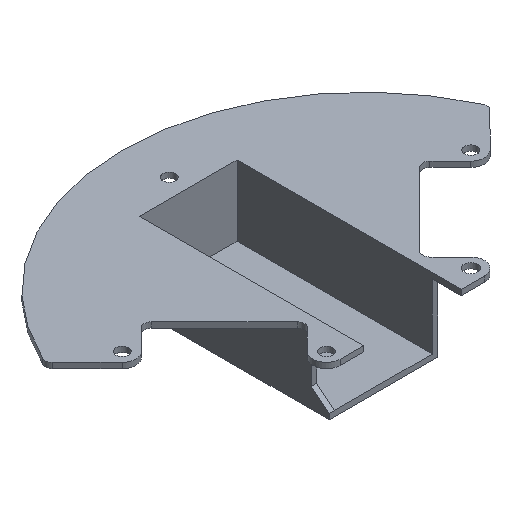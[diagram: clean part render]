
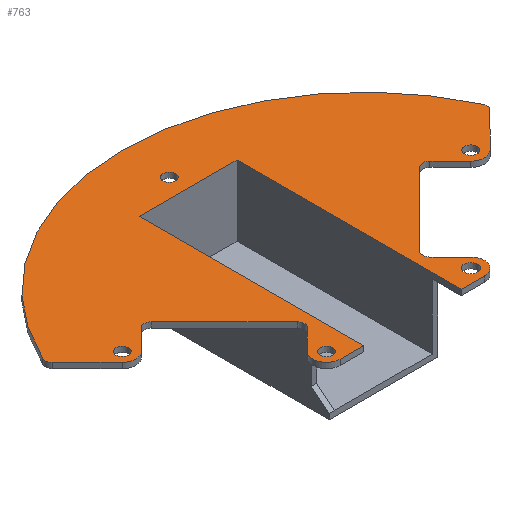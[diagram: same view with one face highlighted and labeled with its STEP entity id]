
A CAD part, isometric view. The second image highlights one B-rep face of the part: STEP entity #763.
In plain terms, the highlighted planar face has unit normal (0, 0, 1).
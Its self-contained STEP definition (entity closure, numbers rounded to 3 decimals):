
#31=FACE_BOUND('',#82,.T.);
#32=FACE_BOUND('',#83,.T.);
#33=FACE_BOUND('',#84,.T.);
#34=FACE_BOUND('',#85,.T.);
#35=FACE_BOUND('',#86,.T.);
#41=FACE_OUTER_BOUND('',#81,.T.);
#81=EDGE_LOOP('',(#513,#514,#515,#516,#517,#518,#519,#520,#521,#522,#523,
#524,#525,#526,#527,#528,#529,#530,#531,#532,#533,#534,#535,#536));
#82=EDGE_LOOP('',(#537));
#83=EDGE_LOOP('',(#538));
#84=EDGE_LOOP('',(#539));
#85=EDGE_LOOP('',(#540));
#86=EDGE_LOOP('',(#541));
#131=CIRCLE('',#806,3.75);
#132=CIRCLE('',#807,2.);
#133=CIRCLE('',#808,2.);
#134=CIRCLE('',#809,3.75);
#135=CIRCLE('',#810,2.);
#136=CIRCLE('',#811,67.108);
#137=CIRCLE('',#812,2.);
#138=CIRCLE('',#813,3.75);
#139=CIRCLE('',#814,2.);
#140=CIRCLE('',#815,2.);
#141=CIRCLE('',#816,3.75);
#142=CIRCLE('',#817,1.875);
#143=CIRCLE('',#818,1.75);
#144=CIRCLE('',#819,1.75);
#145=CIRCLE('',#820,1.75);
#146=CIRCLE('',#821,1.75);
#163=LINE('',#1108,#244);
#164=LINE('',#1110,#245);
#165=LINE('',#1112,#246);
#166=LINE('',#1114,#247);
#167=LINE('',#1118,#248);
#168=LINE('',#1122,#249);
#169=LINE('',#1126,#250);
#170=LINE('',#1130,#251);
#171=LINE('',#1138,#252);
#172=LINE('',#1142,#253);
#173=LINE('',#1146,#254);
#174=LINE('',#1150,#255);
#175=LINE('',#1153,#256);
#244=VECTOR('',#881,10.);
#245=VECTOR('',#882,10.);
#246=VECTOR('',#883,10.);
#247=VECTOR('',#884,10.);
#248=VECTOR('',#887,10.);
#249=VECTOR('',#890,10.);
#250=VECTOR('',#893,10.);
#251=VECTOR('',#896,10.);
#252=VECTOR('',#903,10.);
#253=VECTOR('',#906,10.);
#254=VECTOR('',#909,10.);
#255=VECTOR('',#912,10.);
#256=VECTOR('',#915,10.);
#325=VERTEX_POINT('',#1106);
#326=VERTEX_POINT('',#1107);
#327=VERTEX_POINT('',#1109);
#328=VERTEX_POINT('',#1111);
#329=VERTEX_POINT('',#1113);
#330=VERTEX_POINT('',#1115);
#331=VERTEX_POINT('',#1117);
#332=VERTEX_POINT('',#1119);
#333=VERTEX_POINT('',#1121);
#334=VERTEX_POINT('',#1123);
#335=VERTEX_POINT('',#1125);
#336=VERTEX_POINT('',#1127);
#337=VERTEX_POINT('',#1129);
#338=VERTEX_POINT('',#1131);
#339=VERTEX_POINT('',#1133);
#340=VERTEX_POINT('',#1135);
#341=VERTEX_POINT('',#1137);
#342=VERTEX_POINT('',#1139);
#343=VERTEX_POINT('',#1141);
#344=VERTEX_POINT('',#1143);
#345=VERTEX_POINT('',#1145);
#346=VERTEX_POINT('',#1147);
#347=VERTEX_POINT('',#1149);
#348=VERTEX_POINT('',#1151);
#349=VERTEX_POINT('',#1154);
#350=VERTEX_POINT('',#1156);
#351=VERTEX_POINT('',#1158);
#352=VERTEX_POINT('',#1160);
#353=VERTEX_POINT('',#1162);
#400=EDGE_CURVE('',#325,#326,#163,.T.);
#401=EDGE_CURVE('',#326,#327,#164,.T.);
#402=EDGE_CURVE('',#327,#328,#165,.T.);
#403=EDGE_CURVE('',#328,#329,#166,.T.);
#404=EDGE_CURVE('',#329,#330,#131,.T.);
#405=EDGE_CURVE('',#330,#331,#167,.T.);
#406=EDGE_CURVE('',#332,#331,#132,.T.);
#407=EDGE_CURVE('',#332,#333,#168,.T.);
#408=EDGE_CURVE('',#334,#333,#133,.T.);
#409=EDGE_CURVE('',#334,#335,#169,.T.);
#410=EDGE_CURVE('',#335,#336,#134,.T.);
#411=EDGE_CURVE('',#336,#337,#170,.T.);
#412=EDGE_CURVE('',#338,#337,#135,.T.);
#413=EDGE_CURVE('',#338,#339,#136,.T.);
#414=EDGE_CURVE('',#340,#339,#137,.T.);
#415=EDGE_CURVE('',#340,#341,#171,.T.);
#416=EDGE_CURVE('',#341,#342,#138,.T.);
#417=EDGE_CURVE('',#342,#343,#172,.T.);
#418=EDGE_CURVE('',#344,#343,#139,.T.);
#419=EDGE_CURVE('',#344,#345,#173,.T.);
#420=EDGE_CURVE('',#346,#345,#140,.T.);
#421=EDGE_CURVE('',#346,#347,#174,.T.);
#422=EDGE_CURVE('',#347,#348,#141,.T.);
#423=EDGE_CURVE('',#348,#325,#175,.T.);
#424=EDGE_CURVE('',#349,#349,#142,.T.);
#425=EDGE_CURVE('',#350,#350,#143,.T.);
#426=EDGE_CURVE('',#351,#351,#144,.T.);
#427=EDGE_CURVE('',#352,#352,#145,.T.);
#428=EDGE_CURVE('',#353,#353,#146,.T.);
#513=ORIENTED_EDGE('',*,*,#400,.T.);
#514=ORIENTED_EDGE('',*,*,#401,.T.);
#515=ORIENTED_EDGE('',*,*,#402,.T.);
#516=ORIENTED_EDGE('',*,*,#403,.T.);
#517=ORIENTED_EDGE('',*,*,#404,.T.);
#518=ORIENTED_EDGE('',*,*,#405,.T.);
#519=ORIENTED_EDGE('',*,*,#406,.F.);
#520=ORIENTED_EDGE('',*,*,#407,.T.);
#521=ORIENTED_EDGE('',*,*,#408,.F.);
#522=ORIENTED_EDGE('',*,*,#409,.T.);
#523=ORIENTED_EDGE('',*,*,#410,.T.);
#524=ORIENTED_EDGE('',*,*,#411,.T.);
#525=ORIENTED_EDGE('',*,*,#412,.F.);
#526=ORIENTED_EDGE('',*,*,#413,.T.);
#527=ORIENTED_EDGE('',*,*,#414,.F.);
#528=ORIENTED_EDGE('',*,*,#415,.T.);
#529=ORIENTED_EDGE('',*,*,#416,.T.);
#530=ORIENTED_EDGE('',*,*,#417,.T.);
#531=ORIENTED_EDGE('',*,*,#418,.F.);
#532=ORIENTED_EDGE('',*,*,#419,.T.);
#533=ORIENTED_EDGE('',*,*,#420,.F.);
#534=ORIENTED_EDGE('',*,*,#421,.T.);
#535=ORIENTED_EDGE('',*,*,#422,.T.);
#536=ORIENTED_EDGE('',*,*,#423,.T.);
#537=ORIENTED_EDGE('',*,*,#424,.T.);
#538=ORIENTED_EDGE('',*,*,#425,.T.);
#539=ORIENTED_EDGE('',*,*,#426,.T.);
#540=ORIENTED_EDGE('',*,*,#427,.T.);
#541=ORIENTED_EDGE('',*,*,#428,.T.);
#739=PLANE('',#805);
#763=ADVANCED_FACE('',(#41,#31,#32,#33,#34,#35),#739,.T.);
#805=AXIS2_PLACEMENT_3D('',#1105,#879,#880);
#806=AXIS2_PLACEMENT_3D('',#1116,#885,#886);
#807=AXIS2_PLACEMENT_3D('',#1120,#888,#889);
#808=AXIS2_PLACEMENT_3D('',#1124,#891,#892);
#809=AXIS2_PLACEMENT_3D('',#1128,#894,#895);
#810=AXIS2_PLACEMENT_3D('',#1132,#897,#898);
#811=AXIS2_PLACEMENT_3D('',#1134,#899,#900);
#812=AXIS2_PLACEMENT_3D('',#1136,#901,#902);
#813=AXIS2_PLACEMENT_3D('',#1140,#904,#905);
#814=AXIS2_PLACEMENT_3D('',#1144,#907,#908);
#815=AXIS2_PLACEMENT_3D('',#1148,#910,#911);
#816=AXIS2_PLACEMENT_3D('',#1152,#913,#914);
#817=AXIS2_PLACEMENT_3D('',#1155,#916,#917);
#818=AXIS2_PLACEMENT_3D('',#1157,#918,#919);
#819=AXIS2_PLACEMENT_3D('',#1159,#920,#921);
#820=AXIS2_PLACEMENT_3D('',#1161,#922,#923);
#821=AXIS2_PLACEMENT_3D('',#1163,#924,#925);
#879=DIRECTION('center_axis',(0.,0.,1.));
#880=DIRECTION('ref_axis',(-1.,0.,0.));
#881=DIRECTION('',(0.,1.,0.));
#882=DIRECTION('',(1.,0.,0.));
#883=DIRECTION('',(0.,-1.,0.));
#884=DIRECTION('',(1.,0.,0.));
#885=DIRECTION('center_axis',(0.,0.,1.));
#886=DIRECTION('ref_axis',(-1.,0.,0.));
#887=DIRECTION('',(-0.707,0.707,0.));
#888=DIRECTION('center_axis',(0.,0.,1.));
#889=DIRECTION('ref_axis',(-1.,0.,0.));
#890=DIRECTION('',(0.707,0.707,0.));
#891=DIRECTION('center_axis',(0.,0.,1.));
#892=DIRECTION('ref_axis',(0.,1.,0.));
#893=DIRECTION('',(0.707,-0.707,0.));
#894=DIRECTION('center_axis',(0.,0.,1.));
#895=DIRECTION('ref_axis',(-1.,0.,0.));
#896=DIRECTION('',(0.707,0.707,0.));
#897=DIRECTION('center_axis',(0.,0.,-1.));
#898=DIRECTION('ref_axis',(0.984,-0.175,0.));
#899=DIRECTION('center_axis',(0.,0.,1.));
#900=DIRECTION('ref_axis',(0.916,0.4,0.));
#901=DIRECTION('center_axis',(0.,0.,-1.));
#902=DIRECTION('ref_axis',(-0.984,-0.175,0.));
#903=DIRECTION('',(0.707,-0.707,0.));
#904=DIRECTION('center_axis',(0.,0.,1.));
#905=DIRECTION('ref_axis',(-1.,0.,0.));
#906=DIRECTION('',(0.707,0.707,0.));
#907=DIRECTION('center_axis',(0.,0.,1.));
#908=DIRECTION('ref_axis',(0.,1.,0.));
#909=DIRECTION('',(0.707,-0.707,0.));
#910=DIRECTION('center_axis',(0.,0.,1.));
#911=DIRECTION('ref_axis',(1.,0.,0.));
#912=DIRECTION('',(-0.707,-0.707,0.));
#913=DIRECTION('center_axis',(0.,0.,1.));
#914=DIRECTION('ref_axis',(-1.,0.,0.));
#915=DIRECTION('',(1.,0.,0.));
#916=DIRECTION('center_axis',(0.,0.,-1.));
#917=DIRECTION('ref_axis',(-1.,0.,0.));
#918=DIRECTION('center_axis',(0.,0.,-1.));
#919=DIRECTION('ref_axis',(-1.,0.,0.));
#920=DIRECTION('center_axis',(0.,0.,-1.));
#921=DIRECTION('ref_axis',(-1.,0.,0.));
#922=DIRECTION('center_axis',(0.,0.,-1.));
#923=DIRECTION('ref_axis',(-1.,0.,0.));
#924=DIRECTION('center_axis',(0.,0.,-1.));
#925=DIRECTION('ref_axis',(-1.,0.,0.));
#1105=CARTESIAN_POINT('Origin',(32.226,-48.958,114.5));
#1106=CARTESIAN_POINT('',(18.726,-89.078,114.5));
#1107=CARTESIAN_POINT('',(18.726,-27.078,114.5));
#1108=CARTESIAN_POINT('',(18.726,-42.018,114.5));
#1109=CARTESIAN_POINT('',(45.726,-27.078,114.5));
#1110=CARTESIAN_POINT('',(25.476,-27.078,114.5));
#1111=CARTESIAN_POINT('',(45.726,-89.078,114.5));
#1112=CARTESIAN_POINT('',(45.726,-42.018,114.5));
#1113=CARTESIAN_POINT('',(52.183,-89.078,114.5));
#1114=CARTESIAN_POINT('',(52.183,-89.078,114.5));
#1115=CARTESIAN_POINT('',(54.835,-82.676,114.5));
#1116=CARTESIAN_POINT('Origin',(52.183,-85.328,114.5));
#1117=CARTESIAN_POINT('',(49.178,-77.019,114.5));
#1118=CARTESIAN_POINT('',(54.835,-82.676,114.5));
#1119=CARTESIAN_POINT('',(49.178,-74.191,114.5));
#1120=CARTESIAN_POINT('Origin',(50.592,-75.605,114.5));
#1121=CARTESIAN_POINT('',(69.331,-54.038,114.5));
#1122=CARTESIAN_POINT('',(45.112,-78.257,114.5));
#1123=CARTESIAN_POINT('',(72.159,-54.038,114.5));
#1124=CARTESIAN_POINT('Origin',(70.745,-55.452,114.5));
#1125=CARTESIAN_POINT('',(77.816,-59.695,114.5));
#1126=CARTESIAN_POINT('',(77.816,-59.695,114.5));
#1127=CARTESIAN_POINT('',(83.119,-59.695,114.5));
#1128=CARTESIAN_POINT('Origin',(80.467,-57.043,114.5));
#1129=CARTESIAN_POINT('',(92.75,-50.064,114.5));
#1130=CARTESIAN_POINT('',(83.119,-59.695,114.5));
#1131=CARTESIAN_POINT('',(93.152,-47.811,114.5));
#1132=CARTESIAN_POINT('Origin',(91.336,-48.65,114.5));
#1133=CARTESIAN_POINT('',(-28.699,-47.811,114.5));
#1134=CARTESIAN_POINT('Origin',(32.226,-75.945,114.5));
#1135=CARTESIAN_POINT('',(-28.298,-50.064,114.5));
#1136=CARTESIAN_POINT('Origin',(-26.884,-48.65,114.5));
#1137=CARTESIAN_POINT('',(-18.667,-59.695,114.5));
#1138=CARTESIAN_POINT('',(-18.667,-59.695,114.5));
#1139=CARTESIAN_POINT('',(-13.363,-59.695,114.5));
#1140=CARTESIAN_POINT('Origin',(-16.015,-57.043,114.5));
#1141=CARTESIAN_POINT('',(-7.706,-54.038,114.5));
#1142=CARTESIAN_POINT('',(-13.363,-59.695,114.5));
#1143=CARTESIAN_POINT('',(-4.878,-54.038,114.5));
#1144=CARTESIAN_POINT('Origin',(-6.292,-55.452,114.5));
#1145=CARTESIAN_POINT('',(15.275,-74.191,114.5));
#1146=CARTESIAN_POINT('',(-8.944,-49.972,114.5));
#1147=CARTESIAN_POINT('',(15.275,-77.019,114.5));
#1148=CARTESIAN_POINT('Origin',(13.86,-75.605,114.5));
#1149=CARTESIAN_POINT('',(9.618,-82.676,114.5));
#1150=CARTESIAN_POINT('',(9.618,-82.676,114.5));
#1151=CARTESIAN_POINT('',(12.269,-89.078,114.5));
#1152=CARTESIAN_POINT('Origin',(12.269,-85.328,114.5));
#1153=CARTESIAN_POINT('',(52.183,-89.078,114.5));
#1154=CARTESIAN_POINT('',(54.058,-85.328,114.5));
#1155=CARTESIAN_POINT('Origin',(52.183,-85.328,114.5));
#1156=CARTESIAN_POINT('',(14.019,-85.328,114.5));
#1157=CARTESIAN_POINT('Origin',(12.269,-85.328,114.5));
#1158=CARTESIAN_POINT('',(82.217,-57.043,114.5));
#1159=CARTESIAN_POINT('Origin',(80.467,-57.043,114.5));
#1160=CARTESIAN_POINT('',(-14.265,-57.043,114.5));
#1161=CARTESIAN_POINT('Origin',(-16.015,-57.043,114.5));
#1162=CARTESIAN_POINT('',(33.976,-21.828,114.5));
#1163=CARTESIAN_POINT('Origin',(32.226,-21.828,114.5));
